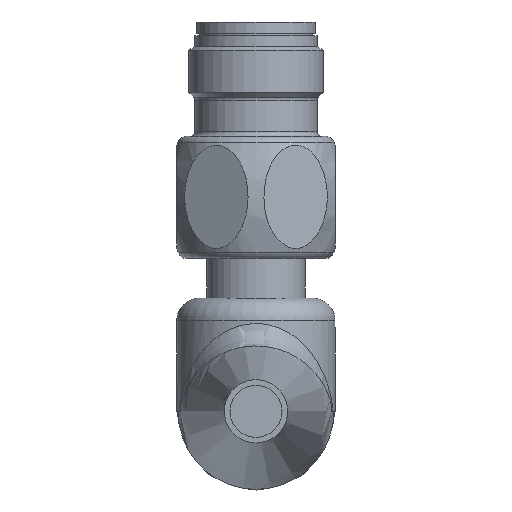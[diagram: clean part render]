
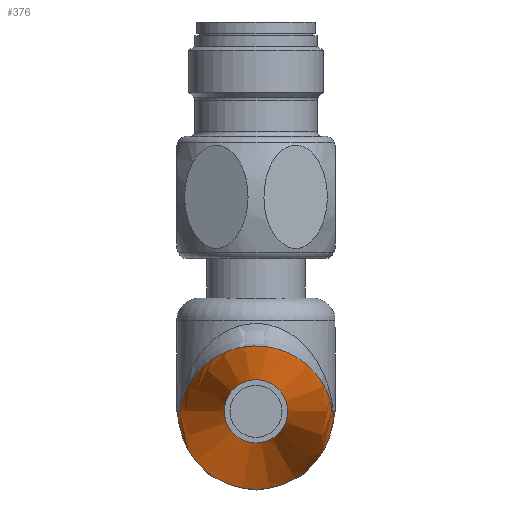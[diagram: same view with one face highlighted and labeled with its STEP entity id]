
A CAD part, front view. The second image highlights one B-rep face of the part: STEP entity #376.
In plain terms, the highlighted conical face has half-angle 7.97 degrees and reference radius 7 mm.
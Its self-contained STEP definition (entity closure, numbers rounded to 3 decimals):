
#190=CONICAL_SURFACE('',#1265,7.,7.97);
#237=LINE('',#1789,#285);
#238=LINE('',#1795,#286);
#285=VECTOR('',#1422,1.);
#286=VECTOR('',#1429,1.);
#362=B_SPLINE_CURVE_WITH_KNOTS('',3,(#1800,#1801,#1802,#1803,#1804,#1805,
#1806,#1807,#1808,#1809,#1810,#1811,#1812,#1813,#1814,#1815,#1816,#1817,
#1818,#1819,#1820,#1821,#1822,#1823,#1824,#1825),.UNSPECIFIED.,.F.,.F.,(4,
2,2,2,2,2,2,2,2,2,2,2,4),(0.,0.031,0.062,0.125,
0.25,0.375,0.5,0.625,0.75,0.875,0.938,0.969,1.),.UNSPECIFIED.);
#376=ADVANCED_FACE('',(#482,#483),#190,.T.);
#482=FACE_BOUND('',#555,.T.);
#483=FACE_BOUND('',#556,.T.);
#555=EDGE_LOOP('',(#679,#680,#681,#682));
#556=EDGE_LOOP('',(#683));
#679=ORIENTED_EDGE('',*,*,#1044,.T.);
#680=ORIENTED_EDGE('',*,*,#1049,.T.);
#681=ORIENTED_EDGE('',*,*,#1047,.T.);
#682=ORIENTED_EDGE('',*,*,#1050,.T.);
#683=ORIENTED_EDGE('',*,*,#1036,.F.);
#934=VERTEX_POINT('',#1751);
#941=VERTEX_POINT('',#1788);
#942=VERTEX_POINT('',#1790);
#943=VERTEX_POINT('',#1794);
#944=VERTEX_POINT('',#1796);
#1036=EDGE_CURVE('',#934,#934,#1171,.T.);
#1044=EDGE_CURVE('',#942,#941,#237,.T.);
#1047=EDGE_CURVE('',#944,#943,#238,.T.);
#1049=EDGE_CURVE('',#941,#944,#1181,.T.);
#1050=EDGE_CURVE('',#943,#942,#362,.T.);
#1171=CIRCLE('',#1250,2.8);
#1181=CIRCLE('',#1264,6.896);
#1250=AXIS2_PLACEMENT_3D('',#1750,#1404,#1405);
#1264=AXIS2_PLACEMENT_3D('',#1799,#1434,#1435);
#1265=AXIS2_PLACEMENT_3D('',#1826,#1436,#1437);
#1404=DIRECTION('',(0.,-1.,0.));
#1405=DIRECTION('',(0.,0.,1.));
#1422=DIRECTION('',(-0.139,0.99,0.));
#1429=DIRECTION('',(-0.139,-0.99,0.));
#1434=DIRECTION('',(0.,-1.,0.));
#1435=DIRECTION('',(0.,0.,-1.));
#1436=DIRECTION('',(0.,1.,0.));
#1437=DIRECTION('',(0.,0.,-1.));
#1750=CARTESIAN_POINT('',(0.,-30.,-34.4));
#1751=CARTESIAN_POINT('',(0.,-30.,-31.6));
#1788=CARTESIAN_POINT('',(-6.896,-0.741,-34.4));
#1789=CARTESIAN_POINT('',(0.,-50.,-34.4));
#1790=CARTESIAN_POINT('',(-6.713,-2.052,-34.4));
#1794=CARTESIAN_POINT('',(6.713,-2.052,-34.4));
#1795=CARTESIAN_POINT('',(0.,-50.,-34.4));
#1796=CARTESIAN_POINT('',(6.896,-0.741,-34.4));
#1799=CARTESIAN_POINT('',(0.,-0.741,-34.4));
#1800=CARTESIAN_POINT('',(6.713,-2.052,-34.4));
#1801=CARTESIAN_POINT('',(6.713,-2.052,-34.144));
#1802=CARTESIAN_POINT('',(6.678,-2.199,-33.919));
#1803=CARTESIAN_POINT('',(6.595,-2.51,-33.531));
#1804=CARTESIAN_POINT('',(6.544,-2.686,-33.356));
#1805=CARTESIAN_POINT('',(6.373,-3.223,-32.851));
#1806=CARTESIAN_POINT('',(6.234,-3.597,-32.539));
#1807=CARTESIAN_POINT('',(5.746,-4.705,-31.633));
#1808=CARTESIAN_POINT('',(5.327,-5.436,-31.07));
#1809=CARTESIAN_POINT('',(4.262,-6.786,-30.044));
#1810=CARTESIAN_POINT('',(3.606,-7.421,-29.573));
#1811=CARTESIAN_POINT('',(1.998,-8.394,-28.859));
#1812=CARTESIAN_POINT('',(1.007,-8.722,-28.622));
#1813=CARTESIAN_POINT('',(-1.,-8.723,-28.621));
#1814=CARTESIAN_POINT('',(-1.99,-8.398,-28.856));
#1815=CARTESIAN_POINT('',(-3.605,-7.423,-29.572));
#1816=CARTESIAN_POINT('',(-4.259,-6.789,-30.041));
#1817=CARTESIAN_POINT('',(-5.327,-5.436,-31.069));
#1818=CARTESIAN_POINT('',(-5.747,-4.703,-31.635));
#1819=CARTESIAN_POINT('',(-6.233,-3.598,-32.538));
#1820=CARTESIAN_POINT('',(-6.371,-3.227,-32.847));
#1821=CARTESIAN_POINT('',(-6.542,-2.691,-33.352));
#1822=CARTESIAN_POINT('',(-6.594,-2.513,-33.527));
#1823=CARTESIAN_POINT('',(-6.677,-2.201,-33.915));
#1824=CARTESIAN_POINT('',(-6.713,-2.052,-34.142));
#1825=CARTESIAN_POINT('',(-6.713,-2.052,-34.4));
#1826=CARTESIAN_POINT('',(0.,0.,
-34.4));
